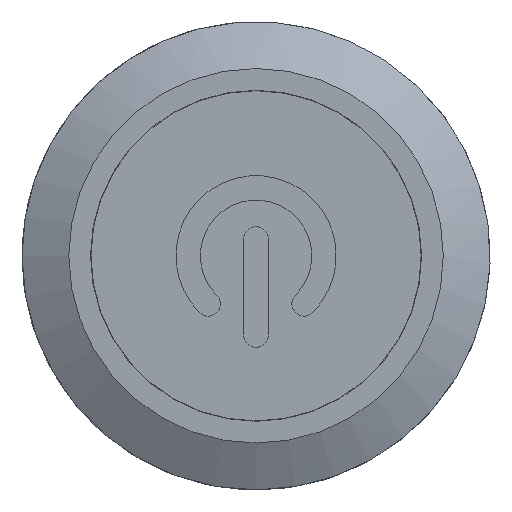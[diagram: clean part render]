
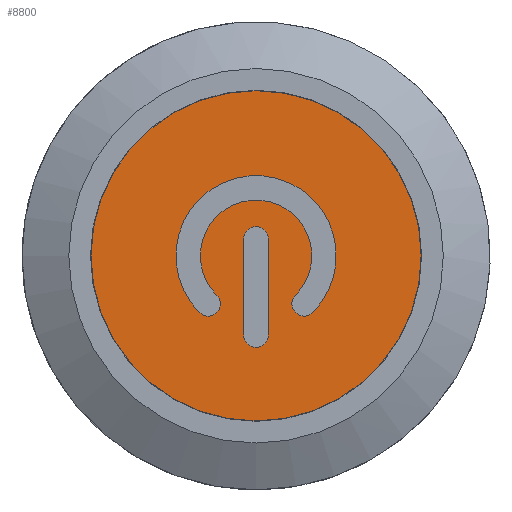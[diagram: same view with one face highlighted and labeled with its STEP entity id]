
A CAD part, left-side view. The second image highlights one B-rep face of the part: STEP entity #8800.
In plain terms, the highlighted planar face has unit normal (-1, 0, 0).
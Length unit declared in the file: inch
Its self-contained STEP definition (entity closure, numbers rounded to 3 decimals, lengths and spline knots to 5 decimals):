
#7851=CARTESIAN_POINT('',(-0.07874,0.,-0.38878));
#7852=VERTEX_POINT('',#7851);
#7853=CARTESIAN_POINT('',(-0.07874,0.0,0.0));
#7854=DIRECTION('',(1.0,0.0,0.0));
#7855=DIRECTION('',(0.0,0.0,1.0));
#7856=AXIS2_PLACEMENT_3D('',#7853,#7854,#7855);
#7857=CIRCLE('',#7856,0.38878);
#7858=EDGE_CURVE('',#7852,#7852,#7857,.T.);
#8545=CARTESIAN_POINT('',(-0.07874,0.09281,-0.09281));
#8546=VERTEX_POINT('',#8545);
#8547=CARTESIAN_POINT('',(-0.07874,0.1335,-0.1335));
#8548=VERTEX_POINT('',#8547);
#8549=CARTESIAN_POINT('',(-0.07874,0.11315,-0.11315));
#8550=DIRECTION('',(1.0,0.0,0.0));
#8551=DIRECTION('',(0.0,0.707,-0.707));
#8552=AXIS2_PLACEMENT_3D('',#8549,#8550,#8551);
#8553=CIRCLE('',#8552,0.02878);
#8554=EDGE_CURVE('',#8546,#8548,#8553,.T.);
#8577=CARTESIAN_POINT('',(-0.07874,-0.1335,-0.1335));
#8578=VERTEX_POINT('',#8577);
#8579=CARTESIAN_POINT('',(-0.07874,0.0,0.0));
#8580=DIRECTION('',(1.0,0.0,0.0));
#8581=DIRECTION('',(0.0,-0.707,-0.707));
#8582=AXIS2_PLACEMENT_3D('',#8579,#8580,#8581);
#8583=CIRCLE('',#8582,0.1888);
#8584=EDGE_CURVE('',#8548,#8578,#8583,.T.);
#8602=CARTESIAN_POINT('',(-0.07874,-0.09281,-0.09281));
#8603=VERTEX_POINT('',#8602);
#8604=CARTESIAN_POINT('',(-0.07874,0.0,0.0));
#8605=DIRECTION('',(-1.0,0.0,0.0));
#8606=DIRECTION('',(0.0,0.707,0.707));
#8607=AXIS2_PLACEMENT_3D('',#8604,#8605,#8606);
#8608=CIRCLE('',#8607,0.13125);
#8609=EDGE_CURVE('',#8603,#8546,#8608,.T.);
#8627=CARTESIAN_POINT('',(-0.07874,-0.11315,-0.11315));
#8628=DIRECTION('',(1.0,0.0,0.0));
#8629=DIRECTION('',(0.0,0.707,0.707));
#8630=AXIS2_PLACEMENT_3D('',#8627,#8628,#8629);
#8631=CIRCLE('',#8630,0.02878);
#8632=EDGE_CURVE('',#8578,#8603,#8631,.T.);
#8645=CARTESIAN_POINT('',(-0.07874,0.029,0.0394));
#8646=VERTEX_POINT('',#8645);
#8647=CARTESIAN_POINT('',(-0.07874,-0.029,0.0394));
#8648=VERTEX_POINT('',#8647);
#8649=CARTESIAN_POINT('',(-0.07874,0.,0.0394));
#8650=DIRECTION('',(1.0,0.0,0.0));
#8651=DIRECTION('',(0.0,-1.0,0.0));
#8652=AXIS2_PLACEMENT_3D('',#8649,#8650,#8651);
#8653=CIRCLE('',#8652,0.029);
#8654=EDGE_CURVE('',#8646,#8648,#8653,.T.);
#8687=CARTESIAN_POINT('',(-0.07874,0.029,-0.1864));
#8688=VERTEX_POINT('',#8687);
#8689=CARTESIAN_POINT('',(-0.07874,0.029,-0.1864));
#8690=DIRECTION('',(0.0,0.0,1.0));
#8691=VECTOR('',#8690,0.2258);
#8692=LINE('',#8689,#8691);
#8693=EDGE_CURVE('',#8688,#8646,#8692,.T.);
#8718=CARTESIAN_POINT('',(-0.07874,-0.029,-0.1864));
#8719=VERTEX_POINT('',#8718);
#8720=CARTESIAN_POINT('',(-0.07874,0.,-0.1864));
#8721=DIRECTION('',(1.0,0.0,0.0));
#8722=DIRECTION('',(0.0,1.0,0.0));
#8723=AXIS2_PLACEMENT_3D('',#8720,#8721,#8722);
#8724=CIRCLE('',#8723,0.029);
#8725=EDGE_CURVE('',#8719,#8688,#8724,.T.);
#8751=CARTESIAN_POINT('',(-0.07874,-0.029,0.0394));
#8752=DIRECTION('',(0.0,0.0,-1.0));
#8753=VECTOR('',#8752,0.2258);
#8754=LINE('',#8751,#8753);
#8755=EDGE_CURVE('',#8648,#8719,#8754,.T.);
#8780=CARTESIAN_POINT('',(-0.07874,-0.42766,-0.42766));
#8781=DIRECTION('',(1.0,0.0,0.0));
#8782=DIRECTION('',(0.0,0.0,-1.0));
#8783=AXIS2_PLACEMENT_3D('',#8780,#8781,#8782);
#8784=PLANE('',#8783);
#8785=ORIENTED_EDGE('',*,*,#7858,.F.);
#8786=EDGE_LOOP('',(#8785));
#8787=FACE_OUTER_BOUND('',#8786,.T.);
#8788=ORIENTED_EDGE('',*,*,#8554,.T.);
#8789=ORIENTED_EDGE('',*,*,#8584,.T.);
#8790=ORIENTED_EDGE('',*,*,#8632,.T.);
#8791=ORIENTED_EDGE('',*,*,#8609,.T.);
#8792=EDGE_LOOP('',(#8788,#8789,#8790,#8791));
#8793=FACE_BOUND('',#8792,.T.);
#8794=ORIENTED_EDGE('',*,*,#8654,.T.);
#8795=ORIENTED_EDGE('',*,*,#8755,.T.);
#8796=ORIENTED_EDGE('',*,*,#8725,.T.);
#8797=ORIENTED_EDGE('',*,*,#8693,.T.);
#8798=EDGE_LOOP('',(#8794,#8795,#8796,#8797));
#8799=FACE_BOUND('',#8798,.T.);
#8800=ADVANCED_FACE('',(#8787,#8793,#8799),#8784,.F.);
